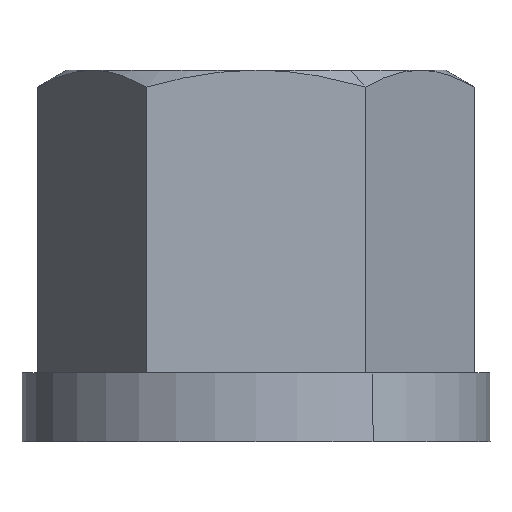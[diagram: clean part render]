
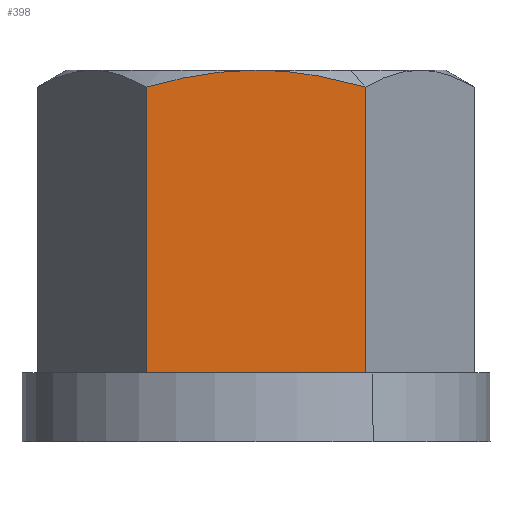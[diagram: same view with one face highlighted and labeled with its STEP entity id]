
A CAD part, left-side view. The second image highlights one B-rep face of the part: STEP entity #398.
In plain terms, the highlighted planar face has unit normal (-1, 0, 0).
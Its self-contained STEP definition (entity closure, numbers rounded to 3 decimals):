
#234=EDGE_CURVE('',#290,#236,#632,.T.);
#236=VERTEX_POINT('',#634);
#242=VERTEX_POINT('',#642);
#282=VERTEX_POINT('',#684);
#290=VERTEX_POINT('',#693);
#328=EDGE_CURVE('',#236,#282,#735,.T.);
#334=EDGE_CURVE('',#426,#348,#742,.T.);
#342=EDGE_CURVE('',#426,#290,#750,.T.);
#348=VERTEX_POINT('',#756);
#398=ADVANCED_FACE('',(#810),#811,.T.);
#426=VERTEX_POINT('',#844);
#562=EDGE_CURVE('',#242,#348,#996,.T.);
#572=EDGE_CURVE('',#282,#242,#1006,.T.);
#632=LINE('',#1071,#1072);
#634=CARTESIAN_POINT('',(-27.496,-15.875,51.546));
#642=CARTESIAN_POINT('',(-27.496,0.451,54.0));
#684=CARTESIAN_POINT('',(-27.496,-0.451,54.0));
#693=CARTESIAN_POINT('',(-27.496,-15.875,10.));
#735=(B_SPLINE_CURVE(2,(#1285,#1286,#1287),.UNSPECIFIED.,.F.,.F.)B_SPLINE_CURVE_WITH_KNOTS((3,3),(25.591,45.295),.UNSPECIFIED.)RATIONAL_B_SPLINE_CURVE((1.094,1.083,1.0))BOUNDED_CURVE()REPRESENTATION_ITEM('')GEOMETRIC_REPRESENTATION_ITEM()CURVE());
#742=LINE('',#1302,#1303);
#750=LINE('',#1326,#1327);
#756=CARTESIAN_POINT('',(-27.496,15.875,51.546));
#810=FACE_OUTER_BOUND('',#1446,.T.);
#811=PLANE('',#1447);
#844=CARTESIAN_POINT('',(-27.496,15.875,10.));
#996=(B_SPLINE_CURVE(2,(#1719,#1720,#1721),.UNSPECIFIED.,.F.,.F.)B_SPLINE_CURVE_WITH_KNOTS((3,3),(0.0,19.705),.UNSPECIFIED.)RATIONAL_B_SPLINE_CURVE((1.0,1.083,1.094))BOUNDED_CURVE()REPRESENTATION_ITEM('')GEOMETRIC_REPRESENTATION_ITEM()CURVE());
#1006=LINE('',#1744,#1745);
#1071=CARTESIAN_POINT('',(-27.496,-15.875,0.0));
#1072=VECTOR('',#1792,1.0);
#1285=CARTESIAN_POINT('',(-27.496,-15.875,51.546));
#1286=CARTESIAN_POINT('',(-27.496,-7.61,53.932));
#1287=CARTESIAN_POINT('',(-27.496,-0.451,54.0));
#1302=CARTESIAN_POINT('',(-27.496,15.875,0.0));
#1303=VECTOR('',#1910,1.0);
#1326=CARTESIAN_POINT('',(-27.496,-14.812,10.));
#1327=VECTOR('',#1913,1.0);
#1446=EDGE_LOOP('',(#1966,#1967,#1968,#1969,#1970,#1971));
#1447=AXIS2_PLACEMENT_3D('',#1972,#1973,#1974);
#1719=CARTESIAN_POINT('',(-27.496,0.451,54.0));
#1720=CARTESIAN_POINT('',(-27.496,7.61,53.932));
#1721=CARTESIAN_POINT('',(-27.496,15.875,51.546));
#1744=CARTESIAN_POINT('',(-27.496,15.875,54.0));
#1745=VECTOR('',#2201,1.0);
#1792=DIRECTION('',(0.0,0.0,1.0));
#1910=DIRECTION('',(0.0,0.0,1.0));
#1913=DIRECTION('',(0.0,-1.0,0.));
#1966=ORIENTED_EDGE('',*,*,#342,.T.);
#1967=ORIENTED_EDGE('',*,*,#234,.T.);
#1968=ORIENTED_EDGE('',*,*,#328,.T.);
#1969=ORIENTED_EDGE('',*,*,#572,.T.);
#1970=ORIENTED_EDGE('',*,*,#562,.T.);
#1971=ORIENTED_EDGE('',*,*,#334,.F.);
#1972=CARTESIAN_POINT('',(-27.496,-15.875,0.0));
#1973=DIRECTION('',(-1.0,0.0,0.0));
#1974=DIRECTION('',(0.0,0.0,-1.0));
#2201=DIRECTION('',(0.0,1.0,0.0));
